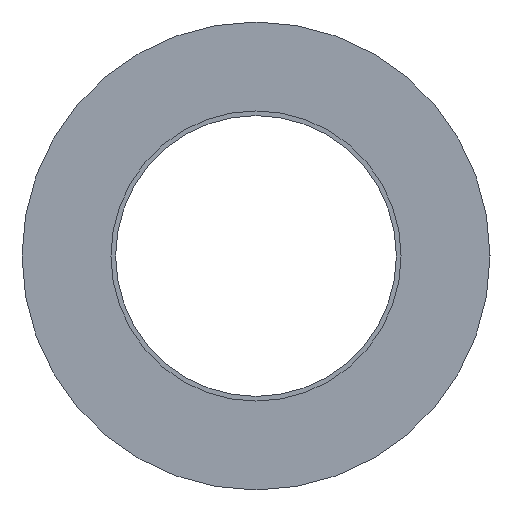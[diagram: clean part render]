
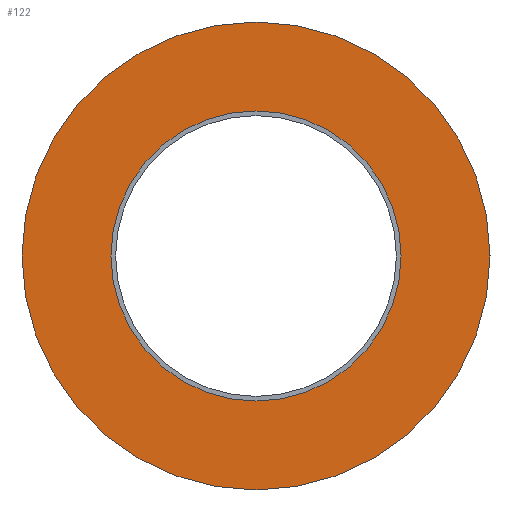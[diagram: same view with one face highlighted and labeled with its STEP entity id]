
A CAD part, left-side view. The second image highlights one B-rep face of the part: STEP entity #122.
In plain terms, the highlighted planar face has unit normal (-1, 0, 0).
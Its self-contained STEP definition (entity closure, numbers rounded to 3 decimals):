
#72 = EDGE_CURVE( '', #76, #100, #170, .T. );
#74 = EDGE_CURVE( '', #100, #76, #172, .T. );
#76 = VERTEX_POINT( '', #174 );
#92 = EDGE_CURVE( '', #96, #112, #193, .T. );
#96 = VERTEX_POINT( '', #197 );
#100 = VERTEX_POINT( '', #201 );
#112 = VERTEX_POINT( '', #213 );
#122 = ADVANCED_FACE( '', ( #223, #224 ), #225, .T. );
#126 = EDGE_CURVE( '', #112, #96, #229, .T. );
#170 = CIRCLE( '', #271, 5. );
#172 = CIRCLE( '', #274, 5. );
#174 = CARTESIAN_POINT( '', ( 0., -5., 0. ) );
#193 = CIRCLE( '', #302, 3.1 );
#197 = CARTESIAN_POINT( '', ( 0., 3.1, 0. ) );
#201 = CARTESIAN_POINT( '', ( 0., 5., 0. ) );
#213 = CARTESIAN_POINT( '', ( 0., -3.1, 0. ) );
#223 = FACE_BOUND( '', #338, .T. );
#224 = FACE_OUTER_BOUND( '', #339, .T. );
#225 = PLANE( '', #340 );
#229 = CIRCLE( '', #345, 3.1 );
#271 = AXIS2_PLACEMENT_3D( '', #382, #383, #384 );
#274 = AXIS2_PLACEMENT_3D( '', #385, #386, #387 );
#302 = AXIS2_PLACEMENT_3D( '', #420, #421, #422 );
#338 = EDGE_LOOP( '', ( #441, #442 ) );
#339 = EDGE_LOOP( '', ( #443, #444 ) );
#340 = AXIS2_PLACEMENT_3D( '', #445, #446, #447 );
#345 = AXIS2_PLACEMENT_3D( '', #448, #449, #450 );
#382 = CARTESIAN_POINT( '', ( 0., 0., 0. ) );
#383 = DIRECTION( '', ( -1., 0., 0. ) );
#384 = DIRECTION( '', ( 0., 1., 0. ) );
#385 = CARTESIAN_POINT( '', ( 0., 0., 0. ) );
#386 = DIRECTION( '', ( -1., 0., 0. ) );
#387 = DIRECTION( '', ( 0., 1., 0. ) );
#420 = CARTESIAN_POINT( '', ( 0., 0., 0. ) );
#421 = DIRECTION( '', ( -1., 0., 0. ) );
#422 = DIRECTION( '', ( 0., 1., 0. ) );
#441 = ORIENTED_EDGE( '', *, *, #92, .F. );
#442 = ORIENTED_EDGE( '', *, *, #126, .F. );
#443 = ORIENTED_EDGE( '', *, *, #74, .T. );
#444 = ORIENTED_EDGE( '', *, *, #72, .T. );
#445 = CARTESIAN_POINT( '', ( 0., 4.05, 0. ) );
#446 = DIRECTION( '', ( -1., 0., 0. ) );
#447 = DIRECTION( '', ( 0., 1., 0. ) );
#448 = CARTESIAN_POINT( '', ( 0., 0., 0. ) );
#449 = DIRECTION( '', ( -1., 0., 0. ) );
#450 = DIRECTION( '', ( 0., 1., 0. ) );
